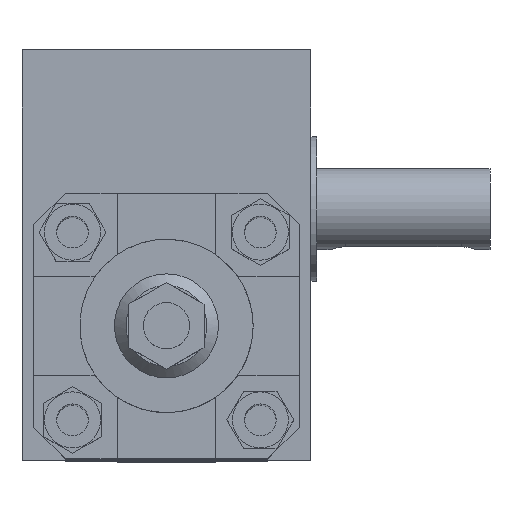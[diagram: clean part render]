
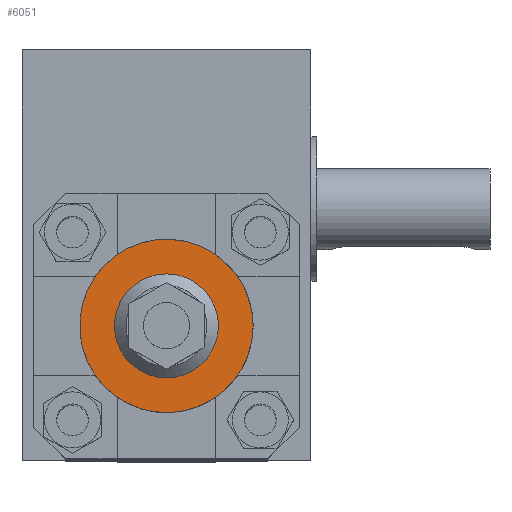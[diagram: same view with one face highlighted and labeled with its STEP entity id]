
A CAD part, top view. The second image highlights one B-rep face of the part: STEP entity #6051.
In plain terms, the highlighted planar face has unit normal (0, 0, 1).
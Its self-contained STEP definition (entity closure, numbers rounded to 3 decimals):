
#233=PLANE('',#6527);
#1819=FACE_BOUND('',#2487,.T.);
#1820=FACE_BOUND('',#2488,.T.);
#2487=EDGE_LOOP('',(#5338));
#2488=EDGE_LOOP('',(#5339));
#2670=CIRCLE('',#6412,9.);
#2709=CIRCLE('',#6525,15.);
#3041=VERTEX_POINT('',#9292);
#3167=VERTEX_POINT('',#9659);
#3756=EDGE_CURVE('',#3041,#3041,#2670,.T.);
#3923=EDGE_CURVE('',#3167,#3167,#2709,.T.);
#5338=ORIENTED_EDGE('',*,*,#3756,.T.);
#5339=ORIENTED_EDGE('',*,*,#3923,.F.);
#6051=ADVANCED_FACE('',(#1819,#1820),#233,.F.);
#6412=AXIS2_PLACEMENT_3D('',#9293,#7555,#7556);
#6525=AXIS2_PLACEMENT_3D('',#9660,#7909,#7910);
#6527=AXIS2_PLACEMENT_3D('',#9662,#7913,#7914);
#7555=DIRECTION('center_axis',(0.,0.,-1.));
#7556=DIRECTION('ref_axis',(0.,1.,0.));
#7909=DIRECTION('center_axis',(0.,0.,-1.));
#7910=DIRECTION('ref_axis',(-1.,0.,0.));
#7913=DIRECTION('center_axis',(0.,0.,-1.));
#7914=DIRECTION('ref_axis',(-1.,0.,0.));
#9292=CARTESIAN_POINT('',(0.,-3.5,161.5));
#9293=CARTESIAN_POINT('Origin',(0.,-12.5,161.5));
#9659=CARTESIAN_POINT('',(15.,-12.5,161.5));
#9660=CARTESIAN_POINT('Origin',(0.,-12.5,161.5));
#9662=CARTESIAN_POINT('Origin',(0.,-12.5,161.5));
